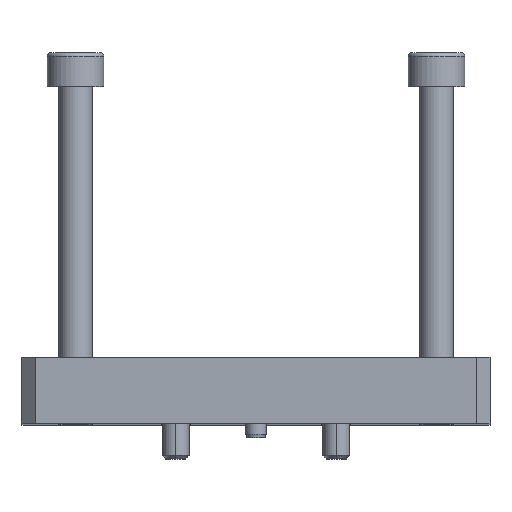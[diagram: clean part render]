
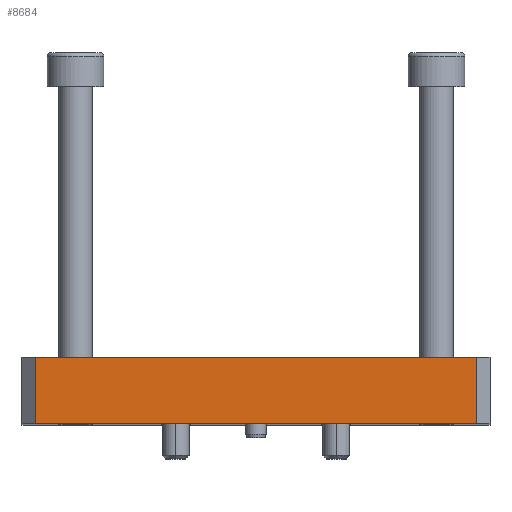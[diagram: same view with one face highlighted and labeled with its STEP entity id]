
A CAD part, top view. The second image highlights one B-rep face of the part: STEP entity #8684.
In plain terms, the highlighted planar face has unit normal (0, 0, 1).
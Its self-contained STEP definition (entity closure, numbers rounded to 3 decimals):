
#6964=DIRECTION('',(0.,1.,0.));
#6965=VECTOR('',#6964,10.);
#6966=CARTESIAN_POINT('',(33.,-5.,50.));
#6967=LINE('',#6966,#6965);
#6968=DIRECTION('',(-1.,0.,0.));
#6969=VECTOR('',#6968,66.);
#6970=CARTESIAN_POINT('',(33.,-5.,50.));
#6971=LINE('',#6970,#6969);
#6972=DIRECTION('',(0.,1.,0.));
#6973=VECTOR('',#6972,10.);
#6974=CARTESIAN_POINT('',(-33.,-5.,50.));
#6975=LINE('',#6974,#6973);
#6976=DIRECTION('',(1.,0.,0.));
#6977=VECTOR('',#6976,66.);
#6978=CARTESIAN_POINT('',(-33.,5.,50.));
#6979=LINE('',#6978,#6977);
#7810=CARTESIAN_POINT('',(-33.,-5.,50.));
#7811=VERTEX_POINT('',#7810);
#7812=CARTESIAN_POINT('',(33.,-5.,50.));
#7813=VERTEX_POINT('',#7812);
#7966=CARTESIAN_POINT('',(33.,5.,50.));
#7967=VERTEX_POINT('',#7966);
#7968=CARTESIAN_POINT('',(-33.,5.,50.));
#7969=VERTEX_POINT('',#7968);
#8672=CARTESIAN_POINT('',(0.,0.,50.));
#8673=DIRECTION('',(0.,0.,1.));
#8674=DIRECTION('',(1.,0.,0.));
#8675=AXIS2_PLACEMENT_3D('',#8672,#8673,#8674);
#8676=PLANE('',#8675);
#8677=ORIENTED_EDGE('',*,*,#8658,.F.);
#8678=ORIENTED_EDGE('',*,*,#8143,.T.);
#8680=ORIENTED_EDGE('',*,*,#8679,.T.);
#8681=ORIENTED_EDGE('',*,*,#8454,.T.);
#8682=EDGE_LOOP('',(#8677,#8678,#8680,#8681));
#8683=FACE_OUTER_BOUND('',#8682,.F.);
#8684=ADVANCED_FACE('',(#8683),#8676,.T.);
#8143=EDGE_CURVE('',#7813,#7811,#6971,.T.);
#8454=EDGE_CURVE('',#7969,#7967,#6979,.T.);
#8658=EDGE_CURVE('',#7813,#7967,#6967,.T.);
#8679=EDGE_CURVE('',#7811,#7969,#6975,.T.);
